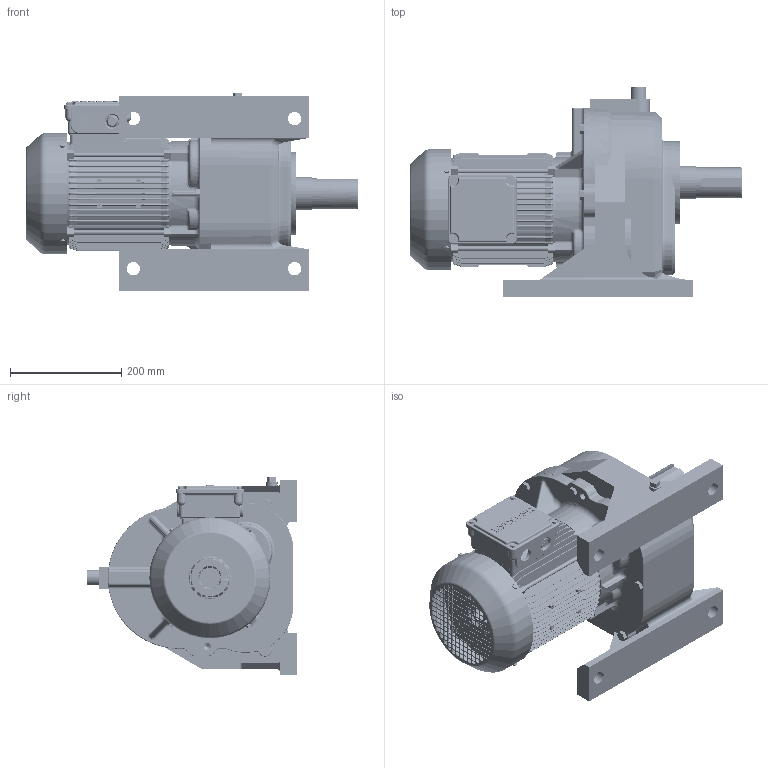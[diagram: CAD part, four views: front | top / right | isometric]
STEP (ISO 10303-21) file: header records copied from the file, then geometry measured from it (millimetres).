
FILE_DESCRIPTION (( 'STEP AP214' ), '1' );
FILE_NAME ('EK2DO100758H0001_F1HA20_2.2KW_R60~120_CUSTOMER.stp', '2024-03-15T04:28:57', ( '' ), ( '' ), 'SwSTEP 2.0', 'SolidWorks 2022', '' );
FILE_SCHEMA (( 'AUTOMOTIVE_DESIGN' ));
Length unit declared in the file: millimetre
Products named in the file (1): EK2DO100758H0001_F1HA20_2.2KW_R60~120_CUSTOMER
Bounding box: 597 x 377 x 356 mm (x, y, z)
Volume: 16594673.2 mm3; surface area: 1599985 mm2
Topology: 31 solids, 31 shells, 8561 faces, 21524 edges, 12997 vertices
Faces by surface type: cylinder 2933, bspline 2171, plane 1991, torus 880, cone 361, sphere 225
Entity records: 406879 total; most frequent: CARTESIAN_POINT 120646, ORIENTED_EDGE 42686, DIRECTION 37386, EDGE_CURVE 21343, AXIS2_PLACEMENT_3D 14518, VERTEX_POINT 12987, EDGE_LOOP 9164, UNCERTAINTY_MEASURE_WITH_UNIT 8594
